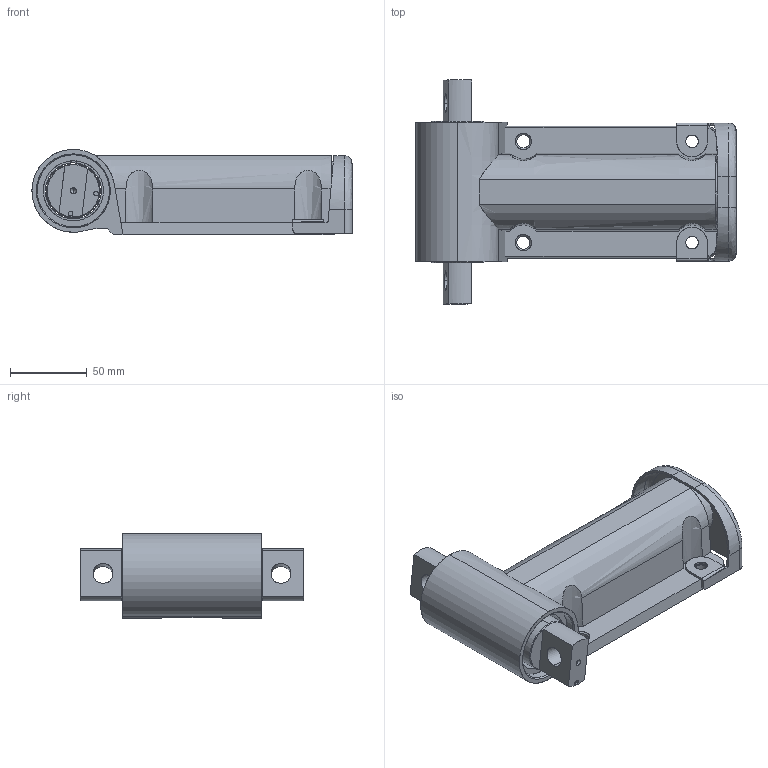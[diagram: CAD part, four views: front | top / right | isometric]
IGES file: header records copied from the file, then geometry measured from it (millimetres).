
Start section: SolidWorks IGES file using analytic representation for surfaces
Global section: file name: B-874-1.IGS,15; native system: HSolidWorks 2018; preprocessor: SolidWorks 2018; author: 1300nh; date: 210308.090731; units: millimetre
Bounding box: 208.7 x 146 x 55.5 mm (x, y, z)
Surface area: 122442.9 mm2 (no closed solid volume)
Topology: 0 solids, 0 shells, 224 faces, 3815 edges, 3779 vertices
Faces by surface type: revolution 142, bspline 82
